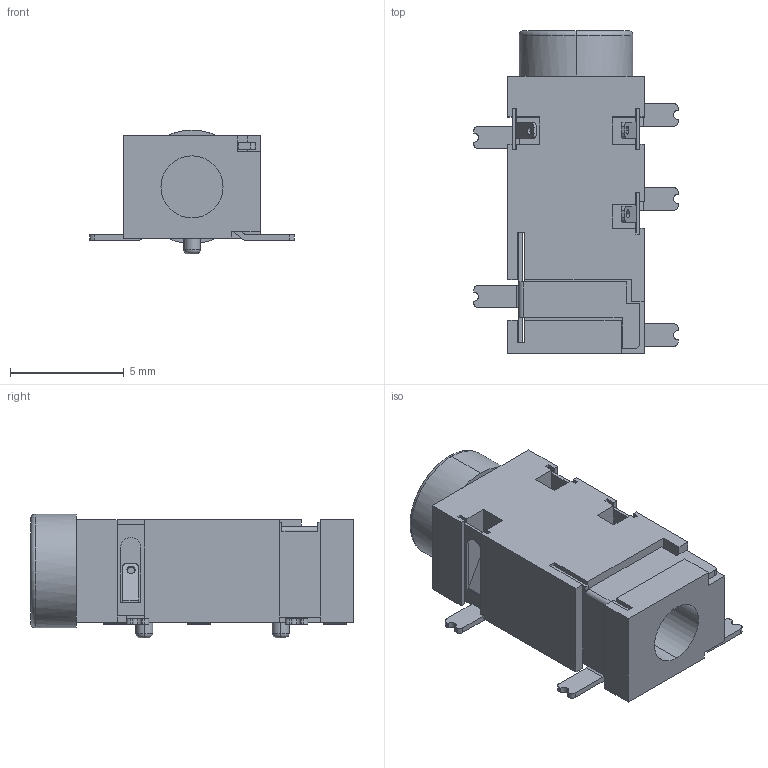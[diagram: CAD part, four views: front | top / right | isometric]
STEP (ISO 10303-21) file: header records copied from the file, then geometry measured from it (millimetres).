
FILE_DESCRIPTION (( 'STEP AP214' ), '1' );
FILE_NAME ('AUDIO-SMD_PJ-327A5JJ.step', '2022-06-16T10:24:36', ( '' ), ( '' ), 'SwSTEP 2.0', 'SolidWorks 2020', '' );
FILE_SCHEMA (( 'AUTOMOTIVE_DESIGN' ));
Length unit declared in the file: millimetre
Products named in the file (1): AUDIO-SMD_PJ-327A5JJ
Bounding box: 9 x 14.2 x 5.45 mm (x, y, z)
Volume: 307.2 mm3; surface area: 596 mm2
Topology: 1 solids, 1 shells, 453 faces, 1282 edges, 850 vertices
Faces by surface type: plane 292, bspline 98, cylinder 55, torus 6, cone 2
Entity records: 20149 total; most frequent: CARTESIAN_POINT 3916, ORIENTED_EDGE 2564, DIRECTION 1910, EDGE_CURVE 1282, LINE 950, VECTOR 950, VERTEX_POINT 850, EDGE_LOOP 498
